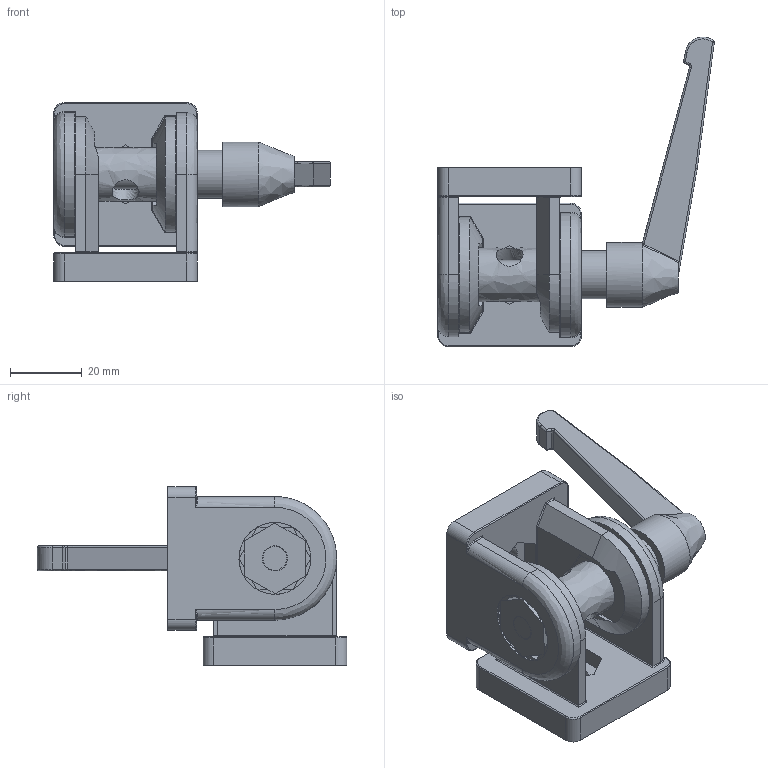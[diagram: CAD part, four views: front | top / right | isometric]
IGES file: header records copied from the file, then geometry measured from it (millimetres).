
Global section: file name: 324041; native system: Autodesk Inventor 2021; preprocessor: unknown; author: Mrówczyńska,,; organization: 11; date: 20221007.080708; units: millimetre
Bounding box: 76.97 x 86.14 x 49.8 mm (x, y, z)
Volume: 54598.7 mm3; surface area: 31414.7 mm2
Topology: 8 solids, 8 shells, 306 faces, 742 edges, 466 vertices
Faces by surface type: bspline 306
